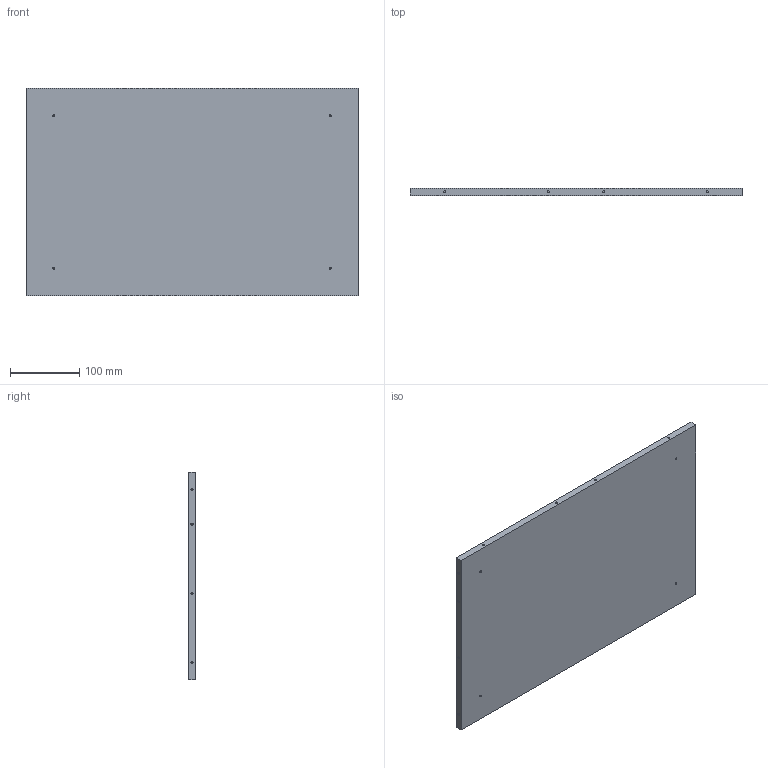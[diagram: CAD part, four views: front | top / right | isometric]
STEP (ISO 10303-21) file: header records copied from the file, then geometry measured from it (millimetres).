
FILE_DESCRIPTION (( 'STEP AP214' ), '1' );
FILE_NAME ('Face Dessous.STEP', '2015-10-22T14:19:11', ( '' ), ( '' ), 'SwSTEP 2.0', 'SolidWorks 2014', '' );
FILE_SCHEMA (( 'AUTOMOTIVE_DESIGN' ));
Length unit declared in the file: millimetre
Products named in the file (1): Face Dessous
Bounding box: 480 x 10 x 300 mm (x, y, z)
Volume: 1439187.1 mm3; surface area: 304627.3 mm2
Topology: 1 solids, 1 shells, 59 faces, 126 edges, 84 vertices
Faces by surface type: cylinder 38, plane 21
Entity records: 1686 total; most frequent: DIRECTION 322, CARTESIAN_POINT 270, ORIENTED_EDGE 252, AXIS2_PLACEMENT_3D 136, EDGE_CURVE 126, VERTEX_POINT 84, EDGE_LOOP 82, CIRCLE 76
